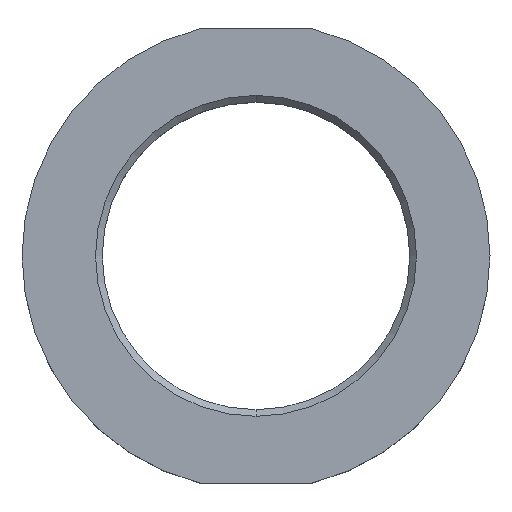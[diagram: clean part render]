
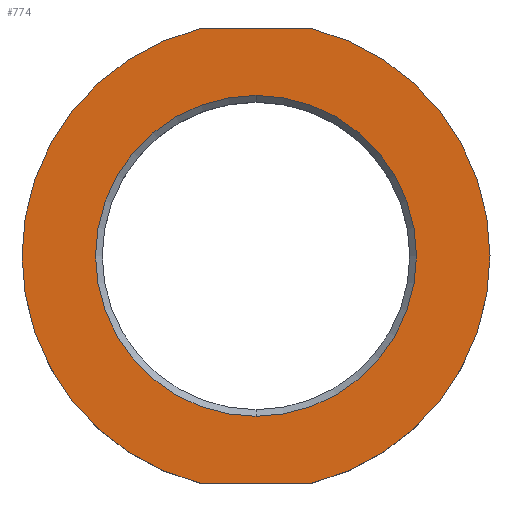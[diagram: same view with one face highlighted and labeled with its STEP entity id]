
A CAD part, top view. The second image highlights one B-rep face of the part: STEP entity #774.
In plain terms, the highlighted planar face has unit normal (0, 0, 1).
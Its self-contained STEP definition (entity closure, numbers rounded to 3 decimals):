
#2 = CARTESIAN_POINT ( 'NONE',  ( -8.307, 34., 0. ) ) ;
#35 = CARTESIAN_POINT ( 'NONE',  ( 0., 0., 0. ) ) ;
#40 = VERTEX_POINT ( 'NONE', #61 ) ;
#41 = VERTEX_POINT ( 'NONE', #307 ) ;
#43 = EDGE_CURVE ( 'NONE', #306, #792, #366, .T. ) ;
#53 = VECTOR ( 'NONE', #473, 1000. ) ;
#61 = CARTESIAN_POINT ( 'NONE',  ( 8.307, 34., 0. ) ) ;
#69 = VERTEX_POINT ( 'NONE', #514 ) ;
#95 = AXIS2_PLACEMENT_3D ( 'NONE', #35, #419, #551 ) ;
#114 = CARTESIAN_POINT ( 'NONE',  ( 0., 24., 0. ) ) ;
#135 = DIRECTION ( 'NONE',  ( 0., 1., 0. ) ) ;
#158 = CARTESIAN_POINT ( 'NONE',  ( 0., 0., 0. ) ) ;
#165 = DIRECTION ( 'NONE',  ( 0., 0., -1. ) ) ;
#197 = DIRECTION ( 'NONE',  ( 0., 0., -1. ) ) ;
#231 = ORIENTED_EDGE ( 'NONE', *, *, #43, .F. ) ;
#239 = CARTESIAN_POINT ( 'NONE',  ( 0., 0., 0. ) ) ;
#258 = DIRECTION ( 'NONE',  ( 0., 0., 1. ) ) ;
#265 = CARTESIAN_POINT ( 'NONE',  ( 0., 35., 0. ) ) ;
#287 = CARTESIAN_POINT ( 'NONE',  ( -35., -34., 0. ) ) ;
#306 = VERTEX_POINT ( 'NONE', #707 ) ;
#307 = CARTESIAN_POINT ( 'NONE',  ( 8.307, -34., 0. ) ) ;
#315 = AXIS2_PLACEMENT_3D ( 'NONE', #644, #197, #135 ) ;
#321 = ORIENTED_EDGE ( 'NONE', *, *, #759, .F. ) ;
#322 = EDGE_CURVE ( 'NONE', #40, #41, #752, .T. ) ;
#329 = CIRCLE ( 'NONE', #418, 24. ) ;
#340 = ORIENTED_EDGE ( 'NONE', *, *, #543, .T. ) ;
#362 = EDGE_CURVE ( 'NONE', #306, #41, #413, .T. ) ;
#366 = CIRCLE ( 'NONE', #315, 35. ) ;
#375 = VECTOR ( 'NONE', #578, 1000. ) ;
#377 = ORIENTED_EDGE ( 'NONE', *, *, #435, .T. ) ;
#388 = LINE ( 'NONE', #457, #375 ) ;
#413 = LINE ( 'NONE', #287, #53 ) ;
#418 = AXIS2_PLACEMENT_3D ( 'NONE', #239, #676, #487 ) ;
#419 = DIRECTION ( 'NONE',  ( 0., 0., -1. ) ) ;
#435 = EDGE_CURVE ( 'NONE', #69, #527, #772, .T. ) ;
#442 = ORIENTED_EDGE ( 'NONE', *, *, #322, .F. ) ;
#455 = ORIENTED_EDGE ( 'NONE', *, *, #362, .T. ) ;
#457 = CARTESIAN_POINT ( 'NONE',  ( -35., 34., 0. ) ) ;
#473 = DIRECTION ( 'NONE',  ( 1., 0., 0. ) ) ;
#487 = DIRECTION ( 'NONE',  ( 0., -1., 0. ) ) ;
#514 = CARTESIAN_POINT ( 'NONE',  ( 0., -24., 0. ) ) ;
#519 = PLANE ( 'NONE',  #571 ) ;
#527 = VERTEX_POINT ( 'NONE', #114 ) ;
#543 = EDGE_CURVE ( 'NONE', #527, #69, #329, .T. ) ;
#551 = DIRECTION ( 'NONE',  ( 0., 1., 0. ) ) ;
#571 = AXIS2_PLACEMENT_3D ( 'NONE', #265, #258, #706 ) ;
#578 = DIRECTION ( 'NONE',  ( 1., 0., 0. ) ) ;
#593 = AXIS2_PLACEMENT_3D ( 'NONE', #158, #165, #731 ) ;
#644 = CARTESIAN_POINT ( 'NONE',  ( 0., 0., 0. ) ) ;
#676 = DIRECTION ( 'NONE',  ( 0., 0., -1. ) ) ;
#706 = DIRECTION ( 'NONE',  ( 0., -1., 0. ) ) ;
#707 = CARTESIAN_POINT ( 'NONE',  ( -8.307, -34., 0. ) ) ;
#711 = EDGE_LOOP ( 'NONE', ( #455, #442, #321, #231 ) ) ;
#731 = DIRECTION ( 'NONE',  ( 0., -1., 0. ) ) ;
#752 = CIRCLE ( 'NONE', #95, 35. ) ;
#759 = EDGE_CURVE ( 'NONE', #792, #40, #388, .T. ) ;
#764 = FACE_OUTER_BOUND ( 'NONE', #711, .T. ) ;
#772 = CIRCLE ( 'NONE', #593, 24. ) ;
#774 = ADVANCED_FACE ( 'NONE', ( #798, #764 ), #519, .T. ) ;
#792 = VERTEX_POINT ( 'NONE', #2 ) ;
#798 = FACE_BOUND ( 'NONE', #813, .T. ) ;
#813 = EDGE_LOOP ( 'NONE', ( #377, #340 ) ) ;
